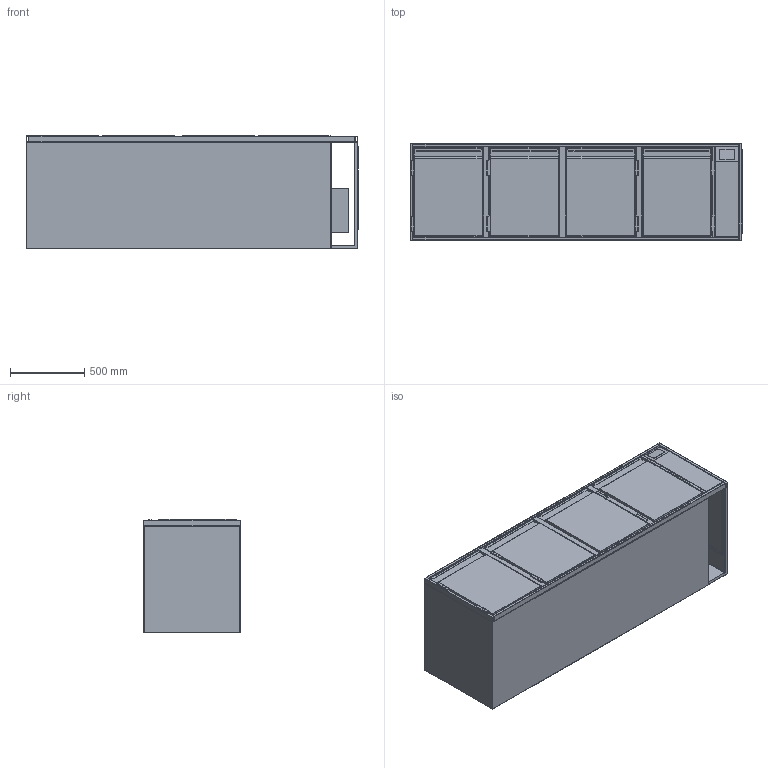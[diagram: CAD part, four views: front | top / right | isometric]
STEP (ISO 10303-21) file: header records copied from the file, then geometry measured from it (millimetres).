
FILE_DESCRIPTION (( 'STEP AP203' ), '1' );
FILE_NAME ('G-BKZ-4-65-R-4T.step', '2024-02-26T13:41:07', ( '' ), ( '' ), 'SwSTEP 2.0', 'SolidWorks 2023', '' );
FILE_SCHEMA (( 'CONFIG_CONTROL_DESIGN' ));
Length unit declared in the file: millimetre
Products named in the file (10): 20-03-43319_G-BK-Einbauelement-Tür-475-760-650-L; 24-02-55011_G-KT-Fach-Z-R-180-760-650; 24-02-55012_G-KT-Korpus-2060-760-650-R; 20-03-43319_G-BK-Einbauelement-Tür-475-760-650-R; 18-06-35404_TUER-460-595-L; 21-01-47565_G-KT-FRR-650-2240--2060B-180; G-BKZ-4-65-R-4T; 20-03-43331_G-KT-Auflage-475-760-ohne-Rost; 18-06-35404_TUER-460-595-R; 20-03-43318_G-KT-Rahmen-Tür-475-650
Assembly tree (21 placements, depth 3):
  G-BKZ-4-65-R-4T
    24-02-55012_G-KT-Korpus-2060-760-650-R
    21-01-47565_G-KT-FRR-650-2240--2060B-180
    24-02-55011_G-KT-Fach-Z-R-180-760-650
    20-03-43319_G-BK-Einbauelement-Tür-475-760-650-L  x2
      20-03-43318_G-KT-Rahmen-Tür-475-650
      18-06-35404_TUER-460-595-L
      20-03-43331_G-KT-Auflage-475-760-ohne-Rost
    20-03-43319_G-BK-Einbauelement-Tür-475-760-650-R  x2
      20-03-43318_G-KT-Rahmen-Tür-475-650
      18-06-35404_TUER-460-595-R
      20-03-43331_G-KT-Auflage-475-760-ohne-Rost
Bounding box: 2241 x 650 x 767.5 mm (x, y, z)
Volume: 267225829.9 mm3; surface area: 22905094 mm2
Topology: 56 solids, 56 shells, 1569 faces, 3654 edges, 2164 vertices
Faces by surface type: plane 951, cylinder 468, torus 64, sphere 58, bspline 28
Entity records: 19924 total; most frequent: CARTESIAN_POINT 3689, DIRECTION 3176, ORIENTED_EDGE 3020, EDGE_CURVE 1510, AXIS2_PLACEMENT_3D 1099, VECTOR 978, LINE 978, VERTEX_POINT 928
